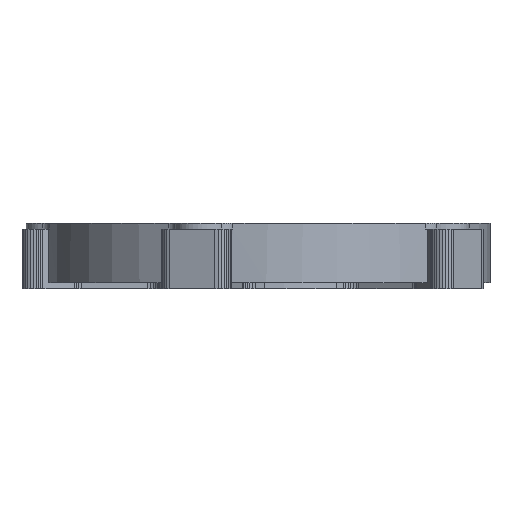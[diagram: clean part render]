
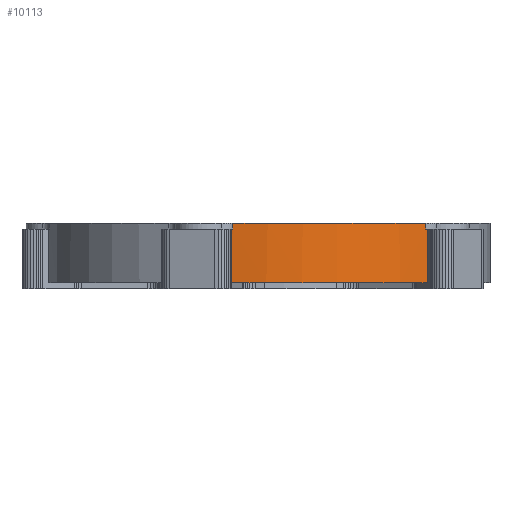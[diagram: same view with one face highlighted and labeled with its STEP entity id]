
A CAD part, left-side view. The second image highlights one B-rep face of the part: STEP entity #10113.
In plain terms, the highlighted cylindrical face has radius 37 mm (diameter 74 mm), a partial arc.
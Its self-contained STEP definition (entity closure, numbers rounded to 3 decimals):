
#687=FACE_OUTER_BOUND('',#1283,.T.);
#1283=EDGE_LOOP('',(#7613,#7614,#7615,#7616,#7617,#7618,#7619,#7620));
#1834=LINE('',#14563,#3138);
#1859=LINE('',#14612,#3163);
#1891=LINE('',#14694,#3195);
#1892=LINE('',#14697,#3196);
#3138=VECTOR('',#11896,10.);
#3163=VECTOR('',#11939,10.);
#3195=VECTOR('',#12025,10.);
#3196=VECTOR('',#12030,10.);
#4300=CIRCLE('',#10531,37.);
#4427=CIRCLE('',#10748,37.);
#4442=CIRCLE('',#10786,37.);
#4449=CIRCLE('',#10794,37.);
#4489=VERTEX_POINT('',#13972);
#4490=VERTEX_POINT('',#13974);
#4655=VERTEX_POINT('',#14463);
#4656=VERTEX_POINT('',#14465);
#4690=VERTEX_POINT('',#14559);
#4692=VERTEX_POINT('',#14562);
#4707=VERTEX_POINT('',#14610);
#4717=VERTEX_POINT('',#14635);
#5480=EDGE_CURVE('',#4489,#4490,#4300,.T.);
#5715=EDGE_CURVE('',#4655,#4656,#4427,.T.);
#5763=EDGE_CURVE('',#4690,#4692,#1834,.T.);
#5788=EDGE_CURVE('',#4655,#4707,#1859,.T.);
#5789=EDGE_CURVE('',#4692,#4707,#4442,.T.);
#5801=EDGE_CURVE('',#4717,#4690,#4449,.T.);
#5831=EDGE_CURVE('',#4490,#4717,#1891,.T.);
#5832=EDGE_CURVE('',#4656,#4489,#1892,.T.);
#7613=ORIENTED_EDGE('',*,*,#5831,.F.);
#7614=ORIENTED_EDGE('',*,*,#5480,.F.);
#7615=ORIENTED_EDGE('',*,*,#5832,.F.);
#7616=ORIENTED_EDGE('',*,*,#5715,.F.);
#7617=ORIENTED_EDGE('',*,*,#5788,.T.);
#7618=ORIENTED_EDGE('',*,*,#5789,.F.);
#7619=ORIENTED_EDGE('',*,*,#5763,.F.);
#7620=ORIENTED_EDGE('',*,*,#5801,.F.);
#9951=CYLINDRICAL_SURFACE('',#10814,37.);
#10113=ADVANCED_FACE('',(#687),#9951,.T.);
#10531=AXIS2_PLACEMENT_3D('',#13975,#11265,#11266);
#10748=AXIS2_PLACEMENT_3D('',#14466,#11807,#11808);
#10786=AXIS2_PLACEMENT_3D('',#14614,#11942,#11943);
#10794=AXIS2_PLACEMENT_3D('',#14637,#11963,#11964);
#10814=AXIS2_PLACEMENT_3D('',#14699,#12032,#12033);
#11265=DIRECTION('center_axis',(0.,0.,1.));
#11266=DIRECTION('ref_axis',(-1.,0.,0.));
#11807=DIRECTION('center_axis',(0.,0.,1.));
#11808=DIRECTION('ref_axis',(-1.,0.,0.));
#11896=DIRECTION('',(0.,0.,-1.));
#11939=DIRECTION('',(0.,0.,-1.));
#11942=DIRECTION('center_axis',(0.,0.,-1.));
#11943=DIRECTION('ref_axis',(-1.,0.,0.));
#11963=DIRECTION('center_axis',(0.,0.,1.));
#11964=DIRECTION('ref_axis',(-1.,0.,0.));
#12025=DIRECTION('',(0.,0.,-1.));
#12030=DIRECTION('',(0.,0.,1.));
#12032=DIRECTION('center_axis',(0.,0.,1.));
#12033=DIRECTION('ref_axis',(-1.,0.,0.));
#13972=CARTESIAN_POINT('',(-36.52,5.943,11.));
#13974=CARTESIAN_POINT('',(-26.052,-26.274,11.));
#13975=CARTESIAN_POINT('Origin',(0.,0.,11.));
#14463=CARTESIAN_POINT('',(-36.463,6.279,10.));
#14465=CARTESIAN_POINT('',(-36.52,5.943,10.));
#14466=CARTESIAN_POINT('Origin',(0.,0.,10.));
#14559=CARTESIAN_POINT('',(-25.809,-26.512,10.));
#14562=CARTESIAN_POINT('',(-25.809,-26.512,1.));
#14563=CARTESIAN_POINT('',(-25.809,-26.512,10.));
#14610=CARTESIAN_POINT('',(-36.463,6.279,1.));
#14612=CARTESIAN_POINT('',(-36.463,6.279,10.));
#14614=CARTESIAN_POINT('Origin',(0.,0.,1.));
#14635=CARTESIAN_POINT('',(-26.052,-26.274,10.));
#14637=CARTESIAN_POINT('Origin',(0.,0.,10.));
#14694=CARTESIAN_POINT('',(-26.052,-26.274,10.));
#14697=CARTESIAN_POINT('',(-36.52,5.943,10.));
#14699=CARTESIAN_POINT('Origin',(0.,0.,10.));
